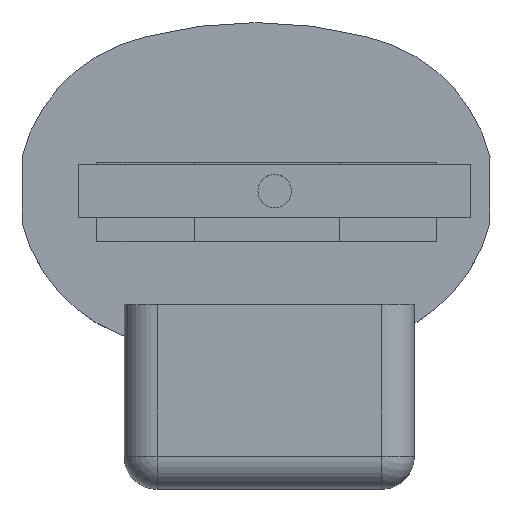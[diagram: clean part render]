
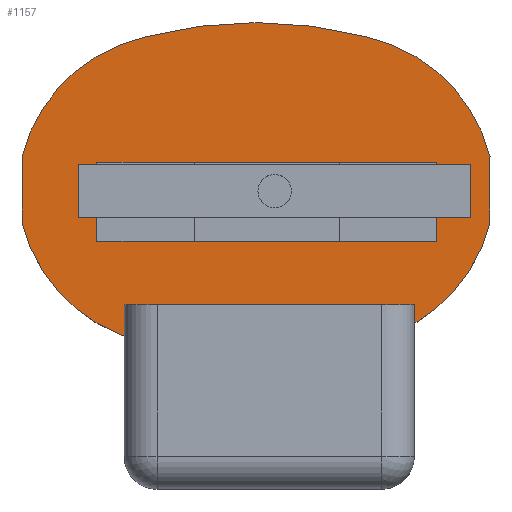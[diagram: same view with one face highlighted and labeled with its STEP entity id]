
A CAD part, top view. The second image highlights one B-rep face of the part: STEP entity #1157.
In plain terms, the highlighted face is planar.
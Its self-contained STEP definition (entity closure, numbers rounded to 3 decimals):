
#60=FACE_BOUND('',#145,.T.);
#73=FACE_OUTER_BOUND('',#144,.T.);
#144=EDGE_LOOP('',(#809,#810,#811,#812,#813,#814,#815,#816));
#145=EDGE_LOOP('',(#817,#818,#819,#820));
#219=LINE('',#1785,#339);
#223=LINE('',#1793,#343);
#226=LINE('',#1799,#346);
#230=LINE('',#1806,#350);
#231=LINE('',#1812,#351);
#232=LINE('',#1820,#352);
#339=VECTOR('',#1417,10.);
#343=VECTOR('',#1423,10.);
#346=VECTOR('',#1428,10.);
#350=VECTOR('',#1436,10.);
#351=VECTOR('',#1441,10.);
#352=VECTOR('',#1448,10.);
#467=CIRCLE('',#1279,12.445);
#468=CIRCLE('',#1280,12.444);
#469=CIRCLE('',#1281,33.034);
#470=CIRCLE('',#1282,12.444);
#471=CIRCLE('',#1283,12.444);
#472=CIRCLE('',#1284,32.086);
#517=VERTEX_POINT('',#1783);
#518=VERTEX_POINT('',#1784);
#521=VERTEX_POINT('',#1792);
#523=VERTEX_POINT('',#1798);
#525=VERTEX_POINT('',#1808);
#526=VERTEX_POINT('',#1809);
#527=VERTEX_POINT('',#1811);
#528=VERTEX_POINT('',#1813);
#529=VERTEX_POINT('',#1815);
#530=VERTEX_POINT('',#1817);
#531=VERTEX_POINT('',#1819);
#532=VERTEX_POINT('',#1821);
#623=EDGE_CURVE('',#517,#518,#219,.T.);
#627=EDGE_CURVE('',#521,#517,#223,.T.);
#630=EDGE_CURVE('',#518,#523,#226,.T.);
#634=EDGE_CURVE('',#523,#521,#230,.T.);
#635=EDGE_CURVE('',#525,#526,#467,.T.);
#636=EDGE_CURVE('',#527,#525,#231,.T.);
#637=EDGE_CURVE('',#528,#527,#468,.T.);
#638=EDGE_CURVE('',#529,#528,#469,.T.);
#639=EDGE_CURVE('',#530,#529,#470,.T.);
#640=EDGE_CURVE('',#531,#530,#232,.T.);
#641=EDGE_CURVE('',#532,#531,#471,.T.);
#642=EDGE_CURVE('',#526,#532,#472,.T.);
#809=ORIENTED_EDGE('',*,*,#635,.F.);
#810=ORIENTED_EDGE('',*,*,#636,.F.);
#811=ORIENTED_EDGE('',*,*,#637,.F.);
#812=ORIENTED_EDGE('',*,*,#638,.F.);
#813=ORIENTED_EDGE('',*,*,#639,.F.);
#814=ORIENTED_EDGE('',*,*,#640,.F.);
#815=ORIENTED_EDGE('',*,*,#641,.F.);
#816=ORIENTED_EDGE('',*,*,#642,.F.);
#817=ORIENTED_EDGE('',*,*,#627,.T.);
#818=ORIENTED_EDGE('',*,*,#623,.T.);
#819=ORIENTED_EDGE('',*,*,#630,.T.);
#820=ORIENTED_EDGE('',*,*,#634,.T.);
#1111=PLANE('',#1278);
#1157=ADVANCED_FACE('',(#73,#60),#1111,.F.);
#1278=AXIS2_PLACEMENT_3D('',#1807,#1437,#1438);
#1279=AXIS2_PLACEMENT_3D('',#1810,#1439,#1440);
#1280=AXIS2_PLACEMENT_3D('',#1814,#1442,#1443);
#1281=AXIS2_PLACEMENT_3D('',#1816,#1444,#1445);
#1282=AXIS2_PLACEMENT_3D('',#1818,#1446,#1447);
#1283=AXIS2_PLACEMENT_3D('',#1822,#1449,#1450);
#1284=AXIS2_PLACEMENT_3D('',#1823,#1451,#1452);
#1417=DIRECTION('',(0.,1.,0.));
#1423=DIRECTION('',(1.,0.,0.));
#1428=DIRECTION('',(-1.,0.,0.));
#1436=DIRECTION('',(0.,-1.,0.));
#1437=DIRECTION('center_axis',(0.,0.,1.));
#1438=DIRECTION('ref_axis',(1.,0.,0.));
#1439=DIRECTION('center_axis',(0.,0.,1.));
#1440=DIRECTION('ref_axis',(0.969,0.249,0.));
#1441=DIRECTION('',(0.,1.,0.));
#1442=DIRECTION('center_axis',(0.,0.,1.));
#1443=DIRECTION('ref_axis',(0.222,-0.975,0.));
#1444=DIRECTION('center_axis',(0.,0.,1.));
#1445=DIRECTION('ref_axis',(-0.256,-0.967,0.));
#1446=DIRECTION('center_axis',(0.,0.,1.));
#1447=DIRECTION('ref_axis',(-0.969,-0.249,0.));
#1448=DIRECTION('',(0.,-1.,0.));
#1449=DIRECTION('center_axis',(0.,0.,1.));
#1450=DIRECTION('ref_axis',(-0.222,0.975,0.));
#1451=DIRECTION('center_axis',(0.,0.,1.));
#1452=DIRECTION('ref_axis',(0.263,0.965,0.));
#1783=CARTESIAN_POINT('',(493.727,-51.149,57.));
#1784=CARTESIAN_POINT('',(493.727,-45.149,57.));
#1785=CARTESIAN_POINT('',(493.727,-48.629,57.));
#1792=CARTESIAN_POINT('',(481.727,-51.149,57.));
#1793=CARTESIAN_POINT('',(484.061,-51.149,57.));
#1798=CARTESIAN_POINT('',(481.727,-45.149,57.));
#1799=CARTESIAN_POINT('',(484.061,-45.149,57.));
#1806=CARTESIAN_POINT('',(481.727,-48.629,57.));
#1807=CARTESIAN_POINT('Origin',(486.395,-49.109,57.));
#1808=CARTESIAN_POINT('',(504.133,-46.574,57.));
#1809=CARTESIAN_POINT('',(494.841,-37.536,57.));
#1810=CARTESIAN_POINT('Origin',(492.079,-49.671,57.));
#1811=CARTESIAN_POINT('',(504.133,-51.643,57.));
#1812=CARTESIAN_POINT('',(504.133,-50.375,57.));
#1813=CARTESIAN_POINT('',(494.842,-60.681,57.));
#1814=CARTESIAN_POINT('Origin',(492.08,-48.546,57.));
#1815=CARTESIAN_POINT('',(477.948,-60.681,57.));
#1816=CARTESIAN_POINT('Origin',(486.395,-28.745,57.));
#1817=CARTESIAN_POINT('',(468.657,-51.643,57.));
#1818=CARTESIAN_POINT('Origin',(480.71,-48.546,57.));
#1819=CARTESIAN_POINT('',(468.656,-46.574,57.));
#1820=CARTESIAN_POINT('',(468.656,-47.842,57.));
#1821=CARTESIAN_POINT('',(477.947,-37.536,57.));
#1822=CARTESIAN_POINT('Origin',(480.709,-49.671,57.));
#1823=CARTESIAN_POINT('Origin',(486.394,-68.491,57.));
